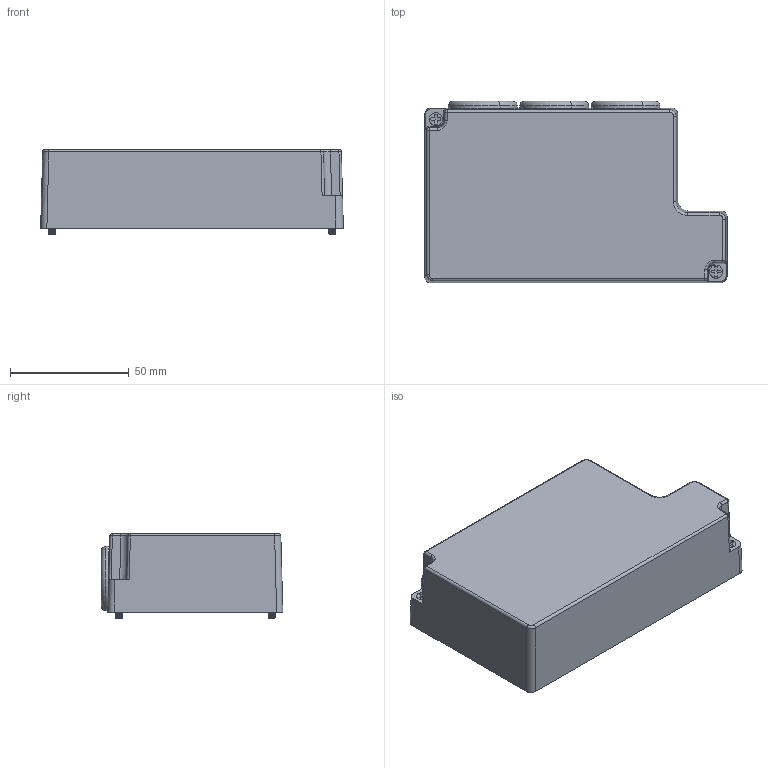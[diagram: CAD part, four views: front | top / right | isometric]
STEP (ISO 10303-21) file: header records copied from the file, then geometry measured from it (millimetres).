
FILE_DESCRIPTION(('CATIA V5 STEP Exchange'),'2;1');
FILE_NAME('5系列32位上盖单独 3D图.stp','2025-09-02T01:23:28+00:00',('none'),('none'),'CATIA Version 5 Release 20 GA (IN-10)','CATIA V5 STEP AP203','none');
FILE_SCHEMA(('CONFIG_CONTROL_DESIGN'));
Length unit declared in the file: millimetre
Products named in the file (1): Admi2438637Fn08w
Bounding box: 127.23 x 76.35 x 35.6 mm (x, y, z)
Volume: 47100.1 mm3; surface area: 44214.2 mm2
Topology: 1 solids, 3 shells, 362 faces, 1005 edges, 646 vertices
Faces by surface type: cylinder 169, plane 149, bspline 16, cone 12, torus 12, sphere 4
Entity records: 15860 total; most frequent: CARTESIAN_POINT 7551, ORIENTED_EDGE 2002, DIRECTION 1247, EDGE_CURVE 1001, VERTEX_POINT 646, VECTOR 508, LINE 508, AXIS2_PLACEMENT_3D 450
